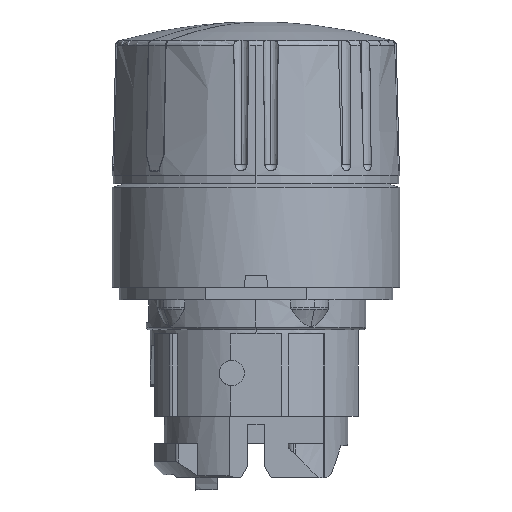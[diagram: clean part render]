
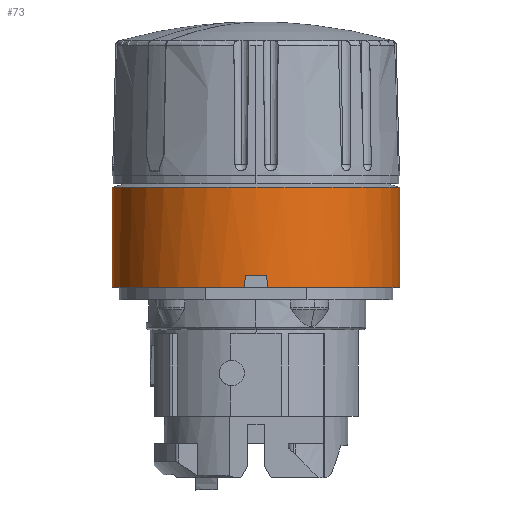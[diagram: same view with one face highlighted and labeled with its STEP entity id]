
A CAD part, left-side view. The second image highlights one B-rep face of the part: STEP entity #73.
In plain terms, the highlighted cylindrical face has radius 14.25 mm (diameter 28.5 mm), a partial arc.
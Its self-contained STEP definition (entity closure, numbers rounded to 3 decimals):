
#73=ADVANCED_FACE('',(#452),#453,.T.);
#452=FACE_OUTER_BOUND('',#1159,.T.);
#453=CYLINDRICAL_SURFACE('',#1160,14.25);
#1159=EDGE_LOOP('',(#2079,#2080,#2081,#2082,#2083,#2084,#2085,#2086));
#1160=AXIS2_PLACEMENT_3D('',#2087,#2088,#2089);
#2079=ORIENTED_EDGE('',*,*,#5085,.F.);
#2080=ORIENTED_EDGE('',*,*,#5086,.T.);
#2081=ORIENTED_EDGE('',*,*,#5087,.T.);
#2082=ORIENTED_EDGE('',*,*,#5088,.T.);
#2083=ORIENTED_EDGE('',*,*,#5089,.T.);
#2084=ORIENTED_EDGE('',*,*,#5090,.T.);
#2085=ORIENTED_EDGE('',*,*,#5091,.F.);
#2086=ORIENTED_EDGE('',*,*,#5092,.F.);
#2087=CARTESIAN_POINT('',(0.,0.,9.543));
#2088=DIRECTION('',(0.,0.,1.0));
#2089=DIRECTION('',(0.,1.0,0.));
#5085=EDGE_CURVE('',#6256,#6257,#6258,.T.);
#5086=EDGE_CURVE('',#6256,#6259,#6260,.T.);
#5087=EDGE_CURVE('',#6259,#6261,#6262,.T.);
#5088=EDGE_CURVE('',#6261,#6263,#6264,.T.);
#5089=EDGE_CURVE('',#6263,#6265,#6266,.T.);
#5090=EDGE_CURVE('',#6265,#6267,#6268,.T.);
#5091=EDGE_CURVE('',#6269,#6267,#6270,.T.);
#5092=EDGE_CURVE('',#6257,#6269,#6271,.T.);
#6256=VERTEX_POINT('',#8720);
#6257=VERTEX_POINT('',#8721);
#6258=LINE('',#8722,#8723);
#6259=VERTEX_POINT('',#8724);
#6260=CIRCLE('',#8725,14.25);
#6261=VERTEX_POINT('',#8726);
#6262=ELLIPSE('',#8727,163.479,14.25);
#6263=VERTEX_POINT('',#8728);
#6264=CIRCLE('',#8729,14.25);
#6265=VERTEX_POINT('',#8730);
#6266=ELLIPSE('',#8731,163.479,14.25);
#6267=VERTEX_POINT('',#8732);
#6268=CIRCLE('',#8733,14.25);
#6269=VERTEX_POINT('',#8734);
#6270=LINE('',#8735,#8736);
#6271=CIRCLE('',#8737,14.25);
#8720=CARTESIAN_POINT('',(0.,14.25,4.6));
#8721=CARTESIAN_POINT('',(0.,14.25,14.486));
#8722=CARTESIAN_POINT('',(0.,14.25,9.543));
#8723=VECTOR('',#11795,1.0);
#8724=CARTESIAN_POINT('',(-14.203,1.155,4.6));
#8725=AXIS2_PLACEMENT_3D('',#11796,#11797,#11798);
#8726=CARTESIAN_POINT('',(-14.211,1.05,5.8));
#8727=AXIS2_PLACEMENT_3D('',#11799,#11800,#11801);
#8728=CARTESIAN_POINT('',(-14.211,-1.05,5.8));
#8729=AXIS2_PLACEMENT_3D('',#11802,#11803,#11804);
#8730=CARTESIAN_POINT('',(-14.203,-1.155,4.6));
#8731=AXIS2_PLACEMENT_3D('',#11805,#11806,#11807);
#8732=CARTESIAN_POINT('',(0.,-14.25,4.6));
#8733=AXIS2_PLACEMENT_3D('',#11808,#11809,#11810);
#8734=CARTESIAN_POINT('',(0.,-14.25,14.486));
#8735=CARTESIAN_POINT('',(0.,-14.25,9.543));
#8736=VECTOR('',#11811,1.0);
#8737=AXIS2_PLACEMENT_3D('',#11812,#11813,#11814);
#11795=DIRECTION('',(0.,0.,1.0));
#11796=CARTESIAN_POINT('',(0.,0.,4.6));
#11797=DIRECTION('',(0.,0.,1.0));
#11798=DIRECTION('',(0.,1.0,0.));
#11799=CARTESIAN_POINT('',(0.,0.,17.8));
#11800=DIRECTION('',(0.,0.996,0.087));
#11801=DIRECTION('',(0.,0.087,-0.996));
#11802=CARTESIAN_POINT('',(0.,0.,5.8));
#11803=DIRECTION('',(0.,-0.0,1.0));
#11804=DIRECTION('',(0.0,1.0,0.0));
#11805=CARTESIAN_POINT('',(0.,0.,17.8));
#11806=DIRECTION('',(0.,-0.996,0.087));
#11807=DIRECTION('',(0.,0.087,0.996));
#11808=CARTESIAN_POINT('',(0.,0.,4.6));
#11809=DIRECTION('',(0.,0.,1.0));
#11810=DIRECTION('',(0.,1.0,0.));
#11811=DIRECTION('',(0.,0.,-1.0));
#11812=CARTESIAN_POINT('',(0.,0.,14.486));
#11813=DIRECTION('',(0.,0.,1.0));
#11814=DIRECTION('',(0.,1.0,0.));
